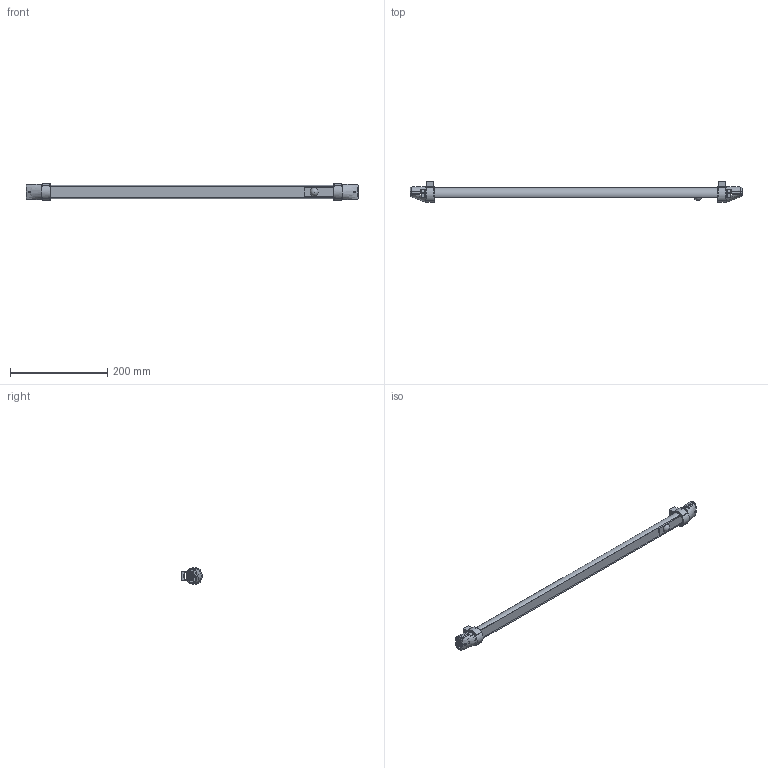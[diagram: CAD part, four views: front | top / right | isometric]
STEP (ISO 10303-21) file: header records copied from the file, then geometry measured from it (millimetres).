
FILE_DESCRIPTION(/* description */ (''),/* implementation_level */ '2;1');
FILE_NAME(/* name */ '112231_LED10-D-B.stp',/* time_stamp */ '2025-09-20T11:43:04+02:00',/* author */ ('cad'),/* organization */ (''),/* preprocessor_version */ 'ST-DEVELOPER v15.6',/* originating_system */ 'Autodesk Inventor 2015',/* authorisation */ '');
FILE_SCHEMA (('AUTOMOTIVE_DESIGN { 1 0 10303 214 3 1 1 }'));
Length unit declared in the file: millimetre
Products named in the file (1): 112231_LED10-D-B_Shrinkwrap_1
Bounding box: 683 x 42 x 34.91 mm (x, y, z)
Surface area: 62577.8 mm2 (no closed solid volume)
Topology: 0 solids, 22 shells, 112 faces, 669 edges, 550 vertices
Faces by surface type: bspline 41, plane 41, cylinder 27, sphere 3
Full cylindrical faces by diameter (mm): 2 x1, 4 x2, 5.4 x2, 12.1 x2
Entity records: 8363 total; most frequent: CARTESIAN_POINT 3735, ORIENTED_EDGE 816, DIRECTION 808, EDGE_CURVE 645, VERTEX_POINT 540, LINE 274, VECTOR 274, AXIS2_PLACEMENT_3D 267
